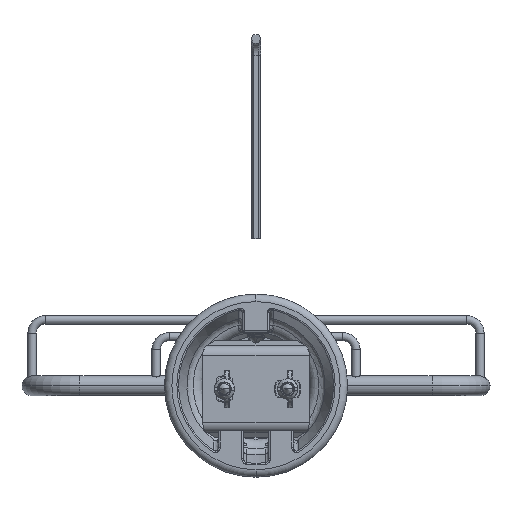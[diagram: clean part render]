
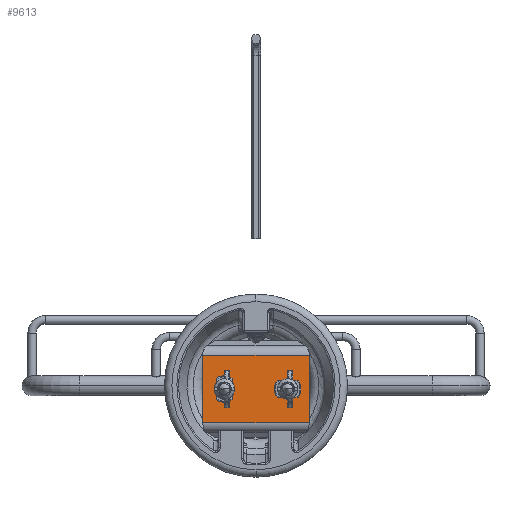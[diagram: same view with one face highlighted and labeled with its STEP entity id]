
A CAD part, front view. The second image highlights one B-rep face of the part: STEP entity #9613.
In plain terms, the highlighted planar face has unit normal (0, -1, 0).
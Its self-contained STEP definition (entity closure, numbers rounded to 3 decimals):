
#9194=DIRECTION('',(-1.,0.,0.));
#9195=VECTOR('',#9194,6.245);
#9196=CARTESIAN_POINT('',(3.122,-2.5,-12.));
#9197=LINE('',#9196,#9195);
#9198=CARTESIAN_POINT('',(0.,-2.5,-9.5));
#9199=DIRECTION('',(0.,1.,0.));
#9200=DIRECTION('',(0.781,0.,0.625));
#9201=AXIS2_PLACEMENT_3D('',#9198,#9199,#9200);
#9203=DIRECTION('',(1.,0.,0.));
#9204=VECTOR('',#9203,6.245);
#9205=CARTESIAN_POINT('',(-3.122,-2.5,-7.));
#9206=LINE('',#9205,#9204);
#9207=CARTESIAN_POINT('',(0.,-2.5,-9.5));
#9208=DIRECTION('',(0.,1.,0.));
#9209=DIRECTION('',(-0.781,0.,-0.625));
#9210=AXIS2_PLACEMENT_3D('',#9207,#9208,#9209);
#9212=CARTESIAN_POINT('',(0.,-2.5,9.5));
#9213=DIRECTION('',(0.,1.,0.));
#9214=DIRECTION('',(0.625,0.,-0.781));
#9215=AXIS2_PLACEMENT_3D('',#9212,#9213,#9214);
#9217=DIRECTION('',(0.,0.,-1.));
#9218=VECTOR('',#9217,6.245);
#9219=CARTESIAN_POINT('',(2.5,-2.5,12.622));
#9220=LINE('',#9219,#9218);
#9221=CARTESIAN_POINT('',(0.,-2.5,9.5));
#9222=DIRECTION('',(0.,1.,0.));
#9223=DIRECTION('',(-0.625,0.,0.781));
#9224=AXIS2_PLACEMENT_3D('',#9221,#9222,#9223);
#9226=DIRECTION('',(0.,0.,1.));
#9227=VECTOR('',#9226,6.245);
#9228=CARTESIAN_POINT('',(-2.5,-2.5,6.378));
#9229=LINE('',#9228,#9227);
#9230=DIRECTION('',(0.,0.,1.));
#9231=VECTOR('',#9230,32.);
#9232=CARTESIAN_POINT('',(-10.101,-2.5,-16.));
#9233=LINE('',#9232,#9231);
#9234=DIRECTION('',(1.,0.,0.));
#9235=VECTOR('',#9234,20.201);
#9236=CARTESIAN_POINT('',(-10.101,-2.5,16.));
#9237=LINE('',#9236,#9235);
#9238=DIRECTION('',(1.,0.,0.));
#9239=VECTOR('',#9238,20.201);
#9240=CARTESIAN_POINT('',(-10.101,-2.5,-16.));
#9241=LINE('',#9240,#9239);
#9384=DIRECTION('',(0.,0.,1.));
#9385=VECTOR('',#9384,32.);
#9386=CARTESIAN_POINT('',(10.101,-2.5,-16.));
#9387=LINE('',#9386,#9385);
#9458=CARTESIAN_POINT('',(3.122,-2.5,-12.));
#9459=CARTESIAN_POINT('',(-3.122,-2.5,-12.));
#9460=VERTEX_POINT('',#9458);
#9461=VERTEX_POINT('',#9459);
#9462=CARTESIAN_POINT('',(-3.122,-2.5,-7.));
#9463=VERTEX_POINT('',#9462);
#9464=CARTESIAN_POINT('',(3.122,-2.5,-7.));
#9465=VERTEX_POINT('',#9464);
#9466=CARTESIAN_POINT('',(2.5,-2.5,6.378));
#9467=CARTESIAN_POINT('',(-2.5,-2.5,6.378));
#9468=VERTEX_POINT('',#9466);
#9469=VERTEX_POINT('',#9467);
#9470=CARTESIAN_POINT('',(-2.5,-2.5,12.622));
#9471=VERTEX_POINT('',#9470);
#9472=CARTESIAN_POINT('',(2.5,-2.5,12.622));
#9473=VERTEX_POINT('',#9472);
#9490=CARTESIAN_POINT('',(-10.101,-2.5,-16.));
#9491=CARTESIAN_POINT('',(10.101,-2.5,-16.));
#9492=VERTEX_POINT('',#9490);
#9493=VERTEX_POINT('',#9491);
#9494=CARTESIAN_POINT('',(-10.101,-2.5,16.));
#9495=CARTESIAN_POINT('',(10.101,-2.5,16.));
#9496=VERTEX_POINT('',#9494);
#9497=VERTEX_POINT('',#9495);
#9579=CARTESIAN_POINT('',(-10.101,-2.5,-16.));
#9580=DIRECTION('',(0.,-1.,0.));
#9581=DIRECTION('',(1.,0.,0.));
#9582=AXIS2_PLACEMENT_3D('',#9579,#9580,#9581);
#9583=PLANE('',#9582);
#9585=ORIENTED_EDGE('',*,*,#9584,.T.);
#9587=ORIENTED_EDGE('',*,*,#9586,.T.);
#9589=ORIENTED_EDGE('',*,*,#9588,.F.);
#9590=ORIENTED_EDGE('',*,*,#9553,.F.);
#9591=EDGE_LOOP('',(#9585,#9587,#9589,#9590));
#9592=FACE_OUTER_BOUND('',#9591,.F.);
#9594=ORIENTED_EDGE('',*,*,#9593,.F.);
#9596=ORIENTED_EDGE('',*,*,#9595,.F.);
#9598=ORIENTED_EDGE('',*,*,#9597,.F.);
#9600=ORIENTED_EDGE('',*,*,#9599,.F.);
#9601=EDGE_LOOP('',(#9594,#9596,#9598,#9600));
#9602=FACE_BOUND('',#9601,.F.);
#9604=ORIENTED_EDGE('',*,*,#9603,.F.);
#9606=ORIENTED_EDGE('',*,*,#9605,.F.);
#9608=ORIENTED_EDGE('',*,*,#9607,.F.);
#9610=ORIENTED_EDGE('',*,*,#9609,.F.);
#9611=EDGE_LOOP('',(#9604,#9606,#9608,#9610));
#9612=FACE_BOUND('',#9611,.F.);
#9613=ADVANCED_FACE('',(#9592,#9602,#9612),#9583,.T.);
#9202=CIRCLE('',#9201,4.);
#9211=CIRCLE('',#9210,4.);
#9216=CIRCLE('',#9215,4.);
#9225=CIRCLE('',#9224,4.);
#9553=EDGE_CURVE('',#9492,#9493,#9241,.T.);
#9584=EDGE_CURVE('',#9492,#9496,#9233,.T.);
#9586=EDGE_CURVE('',#9496,#9497,#9237,.T.);
#9588=EDGE_CURVE('',#9493,#9497,#9387,.T.);
#9593=EDGE_CURVE('',#9468,#9469,#9216,.T.);
#9595=EDGE_CURVE('',#9473,#9468,#9220,.T.);
#9597=EDGE_CURVE('',#9471,#9473,#9225,.T.);
#9599=EDGE_CURVE('',#9469,#9471,#9229,.T.);
#9603=EDGE_CURVE('',#9460,#9461,#9197,.T.);
#9605=EDGE_CURVE('',#9465,#9460,#9202,.T.);
#9607=EDGE_CURVE('',#9463,#9465,#9206,.T.);
#9609=EDGE_CURVE('',#9461,#9463,#9211,.T.);
